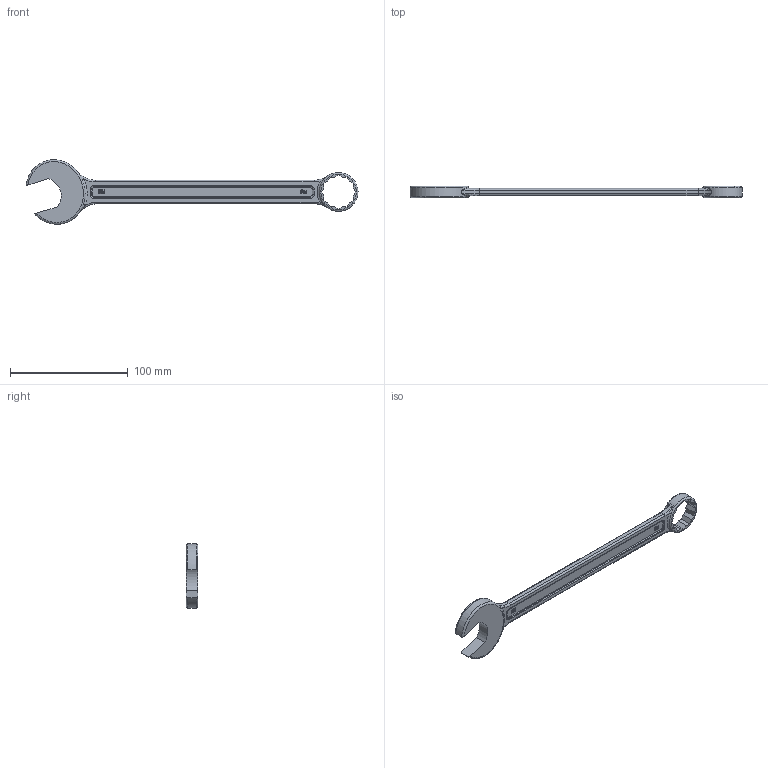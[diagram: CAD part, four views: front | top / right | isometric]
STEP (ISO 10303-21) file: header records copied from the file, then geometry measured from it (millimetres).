
FILE_DESCRIPTION(/* description */ ('Unknown'),/* implementation_level */ '2;1');
FILE_NAME(/* name */ 'Combination Spanner 25',/* time_stamp */ '2021-05-06T18:25:04+01:00',/* author */ ('Fernando Cruz'),/* organization */ ('Fernando Cruz - Gab. Est. Proj. Com. Mold. Plast.Lda.'),/* preprocessor_version */ 'ST-DEVELOPER v16.7',/* originating_system */ 'Solid Edge',/* authorisation */ 'Unknown');
FILE_SCHEMA (('AUTOMOTIVE_DESIGN {1 0 10303 214 3 1 1}'));
Length unit declared in the file: millimetre
Products named in the file (1): Combination Spanner 25
Bounding box: 281.44 x 10 x 54.57 mm (x, y, z)
Volume: 37754.6 mm3; surface area: 17225.9 mm2
Topology: 1 solids, 1 shells, 232 faces, 574 edges, 318 vertices
Faces by surface type: torus 64, cylinder 62, bspline 42, plane 40, sphere 24
Entity records: 9578 total; most frequent: CARTESIAN_POINT 2789, DIRECTION 1116, ORIENTED_EDGE 1076, EDGE_CURVE 538, AXIS2_PLACEMENT_3D 471, VERTEX_POINT 316, CIRCLE 276, EDGE_LOOP 242
